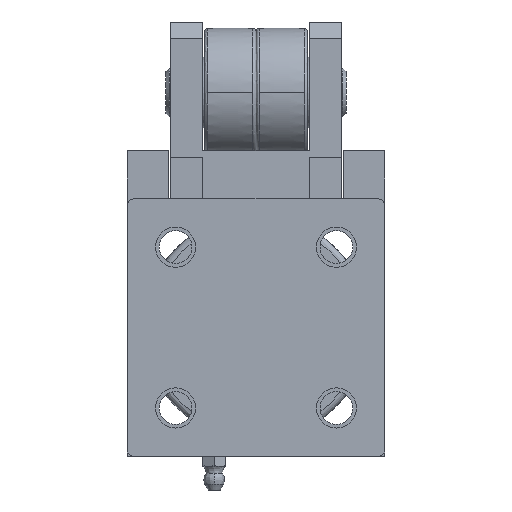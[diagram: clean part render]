
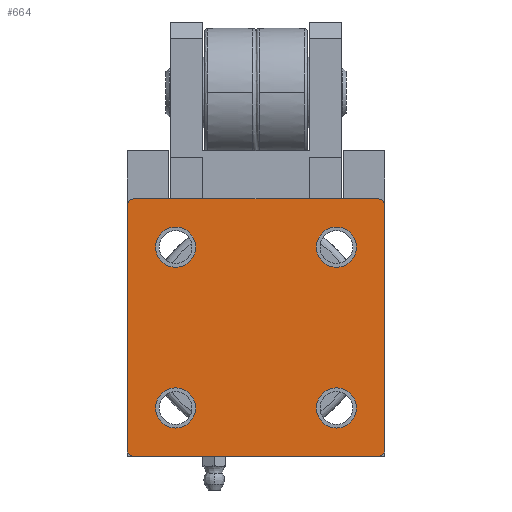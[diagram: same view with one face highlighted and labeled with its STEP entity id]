
A CAD part, left-side view. The second image highlights one B-rep face of the part: STEP entity #664.
In plain terms, the highlighted planar face has unit normal (-1, 0, 0).
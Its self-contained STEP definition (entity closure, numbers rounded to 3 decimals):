
#664=ADVANCED_FACE('NONE',(#1391,#1392,#1393,#1394,#1395),#1396,.T.);
#1391=FACE_OUTER_BOUND('',#2335,.T.);
#1392=FACE_BOUND('',#2336,.T.);
#1393=FACE_BOUND('',#2337,.T.);
#1394=FACE_BOUND('',#2338,.T.);
#1395=FACE_BOUND('',#2339,.T.);
#1396=PLANE('',#2340);
#2335=EDGE_LOOP('',(#4395,#4396,#4397,#4398,#4399,#4400,#4401,#4402));
#2336=EDGE_LOOP('',(#4403,#4404));
#2337=EDGE_LOOP('',(#4405,#4406));
#2338=EDGE_LOOP('',(#4407,#4408));
#2339=EDGE_LOOP('',(#4409,#4410));
#2340=AXIS2_PLACEMENT_3D('',#4411,#4412,#4413);
#4395=ORIENTED_EDGE('',*,*,#5407,.T.);
#4396=ORIENTED_EDGE('',*,*,#5409,.T.);
#4397=ORIENTED_EDGE('',*,*,#5386,.T.);
#4398=ORIENTED_EDGE('',*,*,#5391,.T.);
#4399=ORIENTED_EDGE('',*,*,#5394,.T.);
#4400=ORIENTED_EDGE('',*,*,#5398,.T.);
#4401=ORIENTED_EDGE('',*,*,#5401,.T.);
#4402=ORIENTED_EDGE('',*,*,#5404,.T.);
#4403=ORIENTED_EDGE('',*,*,#4758,.T.);
#4404=ORIENTED_EDGE('',*,*,#5417,.T.);
#4405=ORIENTED_EDGE('',*,*,#4763,.T.);
#4406=ORIENTED_EDGE('',*,*,#5415,.T.);
#4407=ORIENTED_EDGE('',*,*,#4768,.T.);
#4408=ORIENTED_EDGE('',*,*,#5413,.T.);
#4409=ORIENTED_EDGE('',*,*,#4773,.T.);
#4410=ORIENTED_EDGE('',*,*,#5411,.T.);
#4411=CARTESIAN_POINT('',(-0.5,0.,0.));
#4412=DIRECTION('',(-1.0,0.,0.));
#4413=DIRECTION('',(0.,1.0,0.));
#4758=EDGE_CURVE('NONE',#5600,#5598,#5601,.T.);
#4763=EDGE_CURVE('NONE',#5609,#5607,#5610,.T.);
#4768=EDGE_CURVE('NONE',#5618,#5616,#5619,.T.);
#4773=EDGE_CURVE('NONE',#5627,#5625,#5628,.T.);
#5386=EDGE_CURVE('NONE',#6514,#6512,#6515,.T.);
#5391=EDGE_CURVE('NONE',#6512,#6519,#6521,.T.);
#5394=EDGE_CURVE('NONE',#6519,#6523,#6525,.T.);
#5398=EDGE_CURVE('NONE',#6523,#6528,#6530,.T.);
#5401=EDGE_CURVE('NONE',#6528,#6532,#6534,.T.);
#5404=EDGE_CURVE('NONE',#6532,#6536,#6538,.T.);
#5407=EDGE_CURVE('NONE',#6536,#6540,#6542,.T.);
#5409=EDGE_CURVE('NONE',#6540,#6514,#6544,.T.);
#5411=EDGE_CURVE('NONE',#5625,#5627,#6546,.T.);
#5413=EDGE_CURVE('NONE',#5616,#5618,#6548,.T.);
#5415=EDGE_CURVE('NONE',#5607,#5609,#6550,.T.);
#5417=EDGE_CURVE('NONE',#5598,#5600,#6552,.T.);
#5598=VERTEX_POINT('NONE',#6805);
#5600=VERTEX_POINT('NONE',#6808);
#5601=CIRCLE('',#6809,6.25);
#5607=VERTEX_POINT('NONE',#6816);
#5609=VERTEX_POINT('NONE',#6819);
#5610=CIRCLE('',#6820,6.25);
#5616=VERTEX_POINT('NONE',#6827);
#5618=VERTEX_POINT('NONE',#6830);
#5619=CIRCLE('',#6831,6.25);
#5625=VERTEX_POINT('NONE',#6838);
#5627=VERTEX_POINT('NONE',#6841);
#5628=CIRCLE('',#6842,6.25);
#6512=VERTEX_POINT('NONE',#8152);
#6514=VERTEX_POINT('NONE',#8155);
#6515=LINE('',#8156,#8157);
#6519=VERTEX_POINT('NONE',#8163);
#6521=CIRCLE('',#8166,2.0);
#6523=VERTEX_POINT('NONE',#8168);
#6525=LINE('',#8171,#8172);
#6528=VERTEX_POINT('NONE',#8176);
#6530=CIRCLE('',#8179,2.0);
#6532=VERTEX_POINT('NONE',#8181);
#6534=LINE('',#8184,#8185);
#6536=VERTEX_POINT('NONE',#8187);
#6538=CIRCLE('',#8190,2.0);
#6540=VERTEX_POINT('NONE',#8192);
#6542=LINE('',#8195,#8196);
#6544=CIRCLE('',#8198,2.0);
#6546=CIRCLE('',#8200,6.25);
#6548=CIRCLE('',#8202,6.25);
#6550=CIRCLE('',#8204,6.25);
#6552=CIRCLE('',#8206,6.25);
#6805=CARTESIAN_POINT('',(-0.5,18.75,-25.0));
#6808=CARTESIAN_POINT('',(-0.5,31.25,-25.0));
#6809=AXIS2_PLACEMENT_3D('',#9392,#9393,#9394);
#6816=CARTESIAN_POINT('',(-0.5,-31.25,25.0));
#6819=CARTESIAN_POINT('',(-0.5,-18.75,25.0));
#6820=AXIS2_PLACEMENT_3D('',#9400,#9401,#9402);
#6827=CARTESIAN_POINT('',(-0.5,18.75,25.0));
#6830=CARTESIAN_POINT('',(-0.5,31.25,25.0));
#6831=AXIS2_PLACEMENT_3D('',#9408,#9409,#9410);
#6838=CARTESIAN_POINT('',(-0.5,-31.25,-25.0));
#6841=CARTESIAN_POINT('',(-0.5,-18.75,-25.0));
#6842=AXIS2_PLACEMENT_3D('',#9416,#9417,#9418);
#8152=CARTESIAN_POINT('',(-0.5,40.0,-38.0));
#8155=CARTESIAN_POINT('',(-0.5,40.0,38.0));
#8156=CARTESIAN_POINT('',(-0.5,40.0,0.));
#8157=VECTOR('',#10124,1000.0);
#8163=CARTESIAN_POINT('',(-0.5,38.0,-40.0));
#8166=AXIS2_PLACEMENT_3D('',#10128,#10129,#10130);
#8168=CARTESIAN_POINT('',(-0.5,-38.0,-40.0));
#8171=CARTESIAN_POINT('',(-0.5,0.,-40.0));
#8172=VECTOR('',#10132,1000.0);
#8176=CARTESIAN_POINT('',(-0.5,-40.0,-38.0));
#8179=AXIS2_PLACEMENT_3D('',#10135,#10136,#10137);
#8181=CARTESIAN_POINT('',(-0.5,-40.0,38.0));
#8184=CARTESIAN_POINT('',(-0.5,-40.0,0.));
#8185=VECTOR('',#10139,1000.0);
#8187=CARTESIAN_POINT('',(-0.5,-38.0,40.0));
#8190=AXIS2_PLACEMENT_3D('',#10141,#10142,#10143);
#8192=CARTESIAN_POINT('',(-0.5,38.0,40.0));
#8195=CARTESIAN_POINT('',(-0.5,0.,40.0));
#8196=VECTOR('',#10145,1000.0);
#8198=AXIS2_PLACEMENT_3D('',#10146,#10147,#10148);
#8200=AXIS2_PLACEMENT_3D('',#10149,#10150,#10151);
#8202=AXIS2_PLACEMENT_3D('',#10152,#10153,#10154);
#8204=AXIS2_PLACEMENT_3D('',#10155,#10156,#10157);
#8206=AXIS2_PLACEMENT_3D('',#10158,#10159,#10160);
#9392=CARTESIAN_POINT('',(-0.5,25.0,-25.0));
#9393=DIRECTION('',(1.0,0.,0.));
#9394=DIRECTION('',(0.,1.0,0.));
#9400=CARTESIAN_POINT('',(-0.5,-25.0,25.0));
#9401=DIRECTION('',(1.0,0.,0.));
#9402=DIRECTION('',(0.,1.0,0.));
#9408=CARTESIAN_POINT('',(-0.5,25.0,25.0));
#9409=DIRECTION('',(1.0,0.,0.));
#9410=DIRECTION('',(0.,1.0,0.));
#9416=CARTESIAN_POINT('',(-0.5,-25.0,-25.0));
#9417=DIRECTION('',(1.0,0.,0.));
#9418=DIRECTION('',(0.,1.0,0.));
#10124=DIRECTION('',(0.,0.0,-1.0));
#10128=CARTESIAN_POINT('',(-0.5,38.0,-38.0));
#10129=DIRECTION('',(-1.0,0.,0.));
#10130=DIRECTION('',(0.,-1.0,0.));
#10132=DIRECTION('',(0.,-1.0,0.));
#10135=CARTESIAN_POINT('',(-0.5,-38.0,-38.0));
#10136=DIRECTION('',(-1.0,0.,0.));
#10137=DIRECTION('',(0.,-1.0,0.));
#10139=DIRECTION('',(0.,0.0,1.0));
#10141=CARTESIAN_POINT('',(-0.5,-38.0,38.0));
#10142=DIRECTION('',(-1.0,0.,0.));
#10143=DIRECTION('',(0.,-1.0,0.));
#10145=DIRECTION('',(0.,1.0,0.));
#10146=CARTESIAN_POINT('',(-0.5,38.0,38.0));
#10147=DIRECTION('',(-1.0,0.,0.));
#10148=DIRECTION('',(0.,-1.0,0.));
#10149=CARTESIAN_POINT('',(-0.5,-25.0,-25.0));
#10150=DIRECTION('',(1.0,0.,0.));
#10151=DIRECTION('',(0.,1.0,0.));
#10152=CARTESIAN_POINT('',(-0.5,25.0,25.0));
#10153=DIRECTION('',(1.0,0.,0.));
#10154=DIRECTION('',(0.,1.0,0.));
#10155=CARTESIAN_POINT('',(-0.5,-25.0,25.0));
#10156=DIRECTION('',(1.0,0.,0.));
#10157=DIRECTION('',(0.,1.0,0.));
#10158=CARTESIAN_POINT('',(-0.5,25.0,-25.0));
#10159=DIRECTION('',(1.0,0.,0.));
#10160=DIRECTION('',(0.,1.0,0.));
